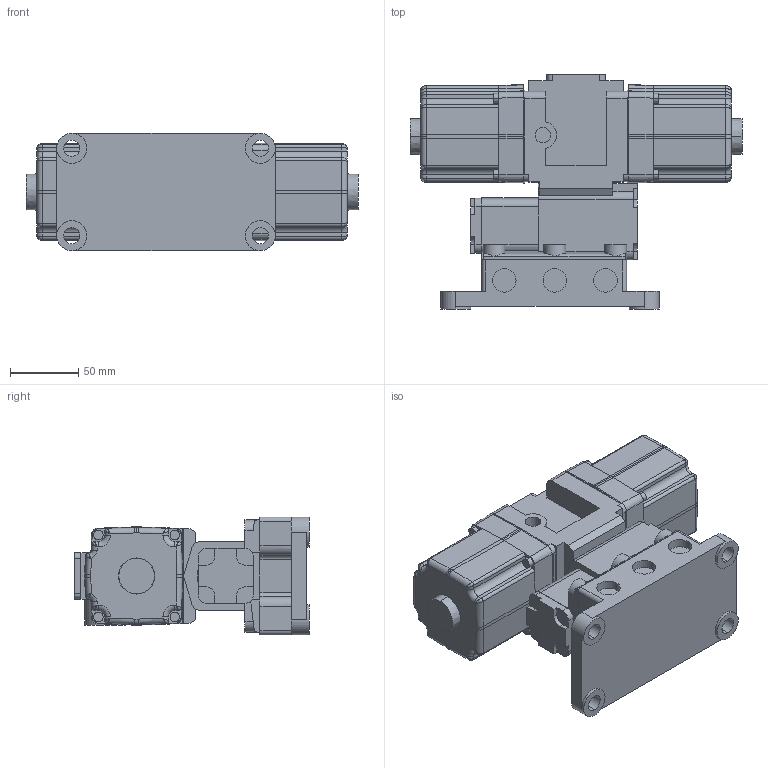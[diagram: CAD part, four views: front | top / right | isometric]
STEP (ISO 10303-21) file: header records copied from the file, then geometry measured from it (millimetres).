
FILE_DESCRIPTION (( 'STEP AP214' ), '1' );
FILE_NAME ('MVD2-10A.STEP', '2025-09-02T08:31:00', ( '' ), ( '' ), 'SwSTEP 2.0', 'SolidWorks 2023', '' );
FILE_SCHEMA (( 'AUTOMOTIVE_DESIGN' ));
Length unit declared in the file: millimetre
Products named in the file (1): MVD2-10A
Bounding box: 243 x 171.5 x 86 mm (x, y, z)
Volume: 1637926.2 mm3; surface area: 143553.7 mm2
Topology: 1 solids, 2 shells, 526 faces, 1338 edges, 813 vertices
Faces by surface type: plane 249, cylinder 205, cone 30, torus 22, bspline 20
Entity records: 16645 total; most frequent: CARTESIAN_POINT 3956, DIRECTION 2718, ORIENTED_EDGE 2636, EDGE_CURVE 1318, AXIS2_PLACEMENT_3D 953, VERTEX_POINT 813, VECTOR 812, LINE 812
